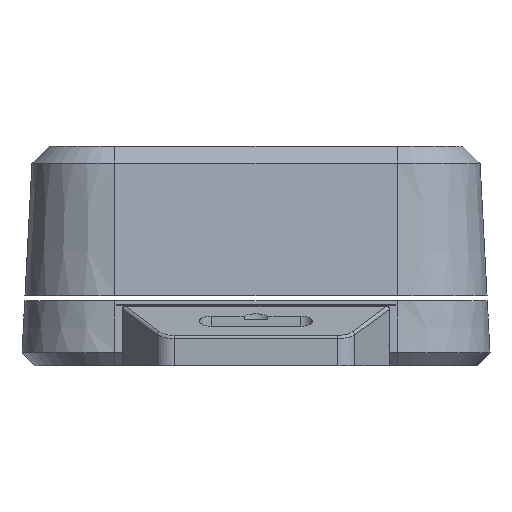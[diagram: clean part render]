
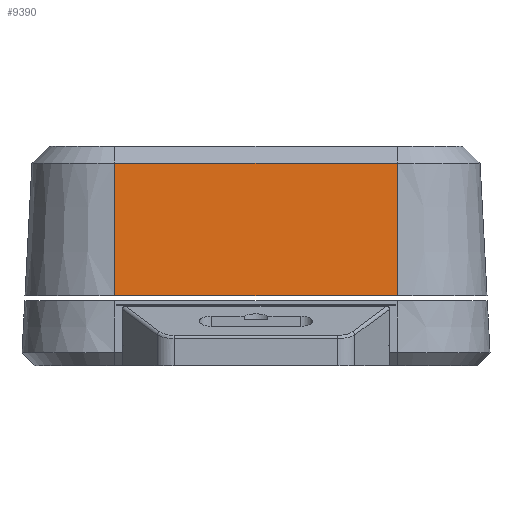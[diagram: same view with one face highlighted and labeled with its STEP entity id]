
A CAD part, front view. The second image highlights one B-rep face of the part: STEP entity #9390.
In plain terms, the highlighted planar face has unit normal (0, -0.999, 0.052).
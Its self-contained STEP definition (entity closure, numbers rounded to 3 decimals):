
#1320=FACE_OUTER_BOUND('',#1876,.T.);
#1876=EDGE_LOOP('',(#8540,#8541,#8542,#8543));
#2718=LINE('',#17250,#3577);
#2732=LINE('',#17289,#3591);
#2733=LINE('',#17293,#3592);
#2734=LINE('',#17294,#3593);
#3577=VECTOR('',#12017,10.);
#3591=VECTOR('',#12061,10.);
#3592=VECTOR('',#12066,10.);
#3593=VECTOR('',#12067,10.);
#4469=VERTEX_POINT('',#17246);
#4470=VERTEX_POINT('',#17248);
#4480=VERTEX_POINT('',#17288);
#4481=VERTEX_POINT('',#17292);
#5822=EDGE_CURVE('',#4470,#4469,#2718,.T.);
#5841=EDGE_CURVE('',#4469,#4480,#2732,.T.);
#5843=EDGE_CURVE('',#4481,#4470,#2733,.T.);
#5844=EDGE_CURVE('',#4481,#4480,#2734,.T.);
#8540=ORIENTED_EDGE('',*,*,#5822,.F.);
#8541=ORIENTED_EDGE('',*,*,#5843,.F.);
#8542=ORIENTED_EDGE('',*,*,#5844,.T.);
#8543=ORIENTED_EDGE('',*,*,#5841,.F.);
#8879=PLANE('',#10014);
#9390=ADVANCED_FACE('',(#1320),#8879,.T.);
#10014=AXIS2_PLACEMENT_3D('',#17291,#12064,#12065);
#12017=DIRECTION('',(1.,0.,0.));
#12061=DIRECTION('',(0.,-0.052,-0.999));
#12064=DIRECTION('center_axis',(0.,-0.999,
0.052));
#12065=DIRECTION('ref_axis',(1.,0.,0.));
#12066=DIRECTION('',(0.,0.052,0.999));
#12067=DIRECTION('',(1.,0.,0.));
#17246=CARTESIAN_POINT('',(21.254,-24.711,30.463));
#17248=CARTESIAN_POINT('',(-21.254,-24.711,30.463));
#17250=CARTESIAN_POINT('',(-17.552,-24.711,30.463));
#17288=CARTESIAN_POINT('',(21.254,-25.756,10.521));
#17289=CARTESIAN_POINT('',(21.254,-26.15,3.));
#17291=CARTESIAN_POINT('Origin',(-35.104,-26.307,0.004));
#17292=CARTESIAN_POINT('',(-21.254,-25.756,10.521));
#17293=CARTESIAN_POINT('',(-21.254,-26.15,3.));
#17294=CARTESIAN_POINT('',(-17.552,-25.756,10.521));
